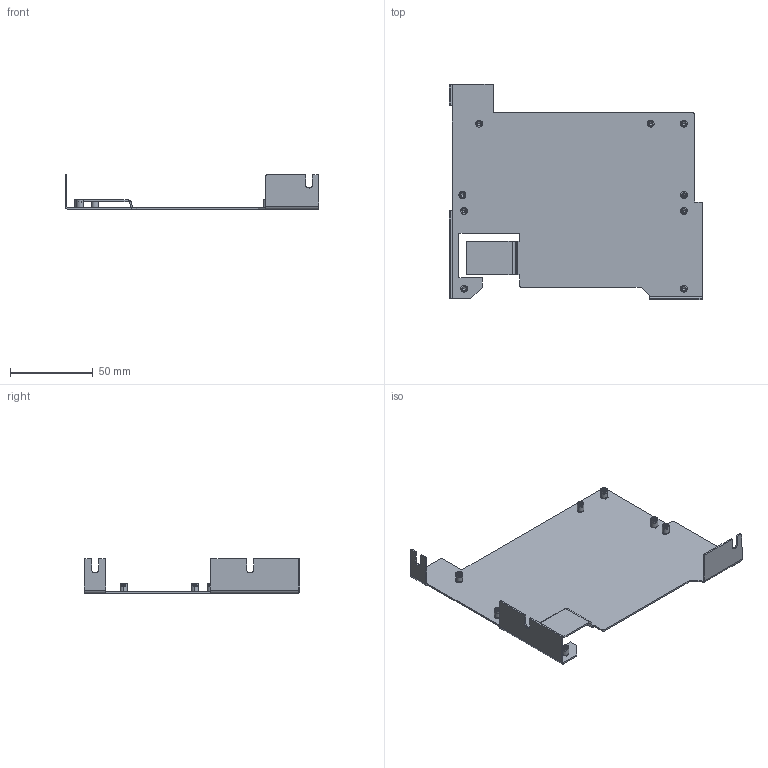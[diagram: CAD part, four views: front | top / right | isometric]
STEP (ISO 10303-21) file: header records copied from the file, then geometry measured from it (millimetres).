
FILE_DESCRIPTION (( 'STEP AP203' ), '1' );
FILE_NAME ('SL1-105-MA_v004 DRŽÁK ELEKTRONIKY LIS.STEP', '2019-07-16T12:45:25', ( '' ), ( '' ), 'SwSTEP 2.0', 'SolidWorks 2017', '' );
FILE_SCHEMA (( 'CONFIG_CONTROL_DESIGN' ));
Length unit declared in the file: millimetre
Products named in the file (3): SL1-005-MA_v004 DRZAK ELEKTRONIKY; CFBSOM3-6; SL1-105-MA_v004 DRŽÁK ELEKTRONIKY LIS
Assembly tree (10 placements, depth 2):
  SL1-105-MA_v004 DRŽÁK ELEKTRONIKY LIS
    SL1-005-MA_v004 DRZAK ELEKTRONIKY
    CFBSOM3-6  x9
Bounding box: 153.1 x 130 x 21 mm (x, y, z)
Volume: 18306.8 mm3; surface area: 38199.7 mm2
Topology: 10 solids, 10 shells, 450 faces, 1115 edges, 694 vertices
Faces by surface type: cylinder 167, plane 157, bspline 72, cone 54
Entity records: 6560 total; most frequent: CARTESIAN_POINT 2486, DIRECTION 738, ORIENTED_EDGE 738, EDGE_CURVE 369, AXIS2_PLACEMENT_3D 253, VECTOR 232, LINE 232, VERTEX_POINT 230
